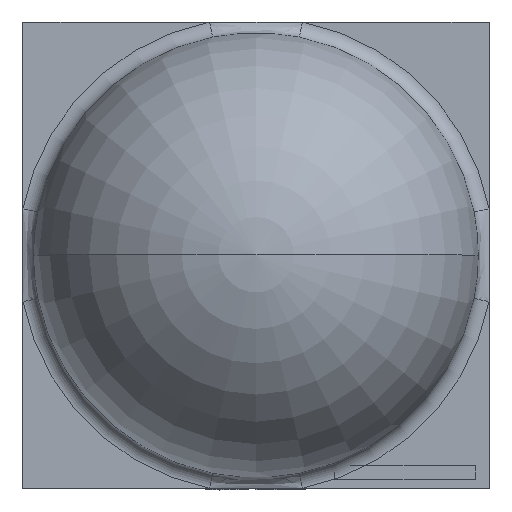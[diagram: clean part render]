
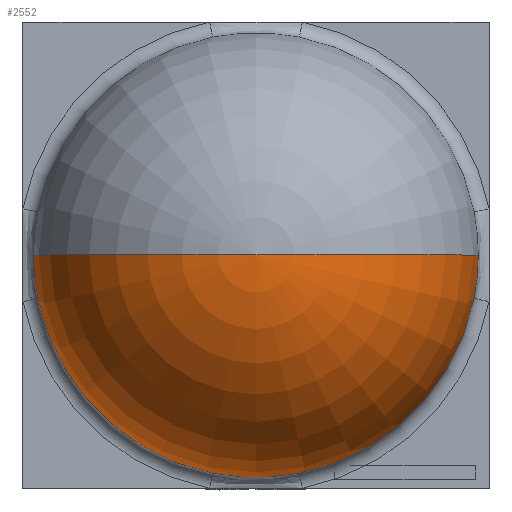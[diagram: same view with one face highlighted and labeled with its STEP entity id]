
A CAD part, top view. The second image highlights one B-rep face of the part: STEP entity #2552.
In plain terms, the highlighted toroidal (fillet/blend) face has major radius 0.025 mm and minor radius 1.456 mm.
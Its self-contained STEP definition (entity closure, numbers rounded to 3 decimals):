
#1 = CARTESIAN_POINT ( 'NONE',  ( 1.402, -0.279, 0.675 ) ) ;
#499 = EDGE_CURVE ( 'NONE', #14709, #3043, #4453, .T. ) ;
#564 = ORIENTED_EDGE ( 'NONE', *, *, #13025, .T. ) ;
#1018 = FACE_OUTER_BOUND ( 'NONE', #8010, .T. ) ;
#1186 = CARTESIAN_POINT ( 'NONE',  ( 0.094, -1.43, 0.671 ) ) ;
#1373 = CARTESIAN_POINT ( 'NONE',  ( 0., 0., 0.675 ) ) ;
#1466 = DIRECTION ( 'NONE',  ( 0., 0., 1. ) ) ;
#1596 = CARTESIAN_POINT ( 'NONE',  ( 1.42, -0.187, 0.675 ) ) ;
#1774 = VERTEX_POINT ( 'NONE', #9967 ) ;
#1870 = VERTEX_POINT ( 'NONE', #13394 ) ;
#1894 = CARTESIAN_POINT ( 'NONE',  ( -1.43, -0.094, 0.671 ) ) ;
#2156 = CARTESIAN_POINT ( 'NONE',  ( 0., 0., 0.604 ) ) ;
#2417 = DIRECTION ( 'NONE',  ( 0., 0., -1. ) ) ;
#2552 = ADVANCED_FACE ( 'NONE', ( #1018 ), #15085, .T. ) ;
#2741 = VERTEX_POINT ( 'NONE', #7172 ) ;
#2749 = CARTESIAN_POINT ( 'NONE',  ( -0.187, -1.42, 0.675 ) ) ;
#2834 = CARTESIAN_POINT ( 'NONE',  ( 1.43, 0., 0.671 ) ) ;
#2922 = CARTESIAN_POINT ( 'NONE',  ( 1.402, -0.279, 0.675 ) ) ;
#2988 = AXIS2_PLACEMENT_3D ( 'NONE', #2156, #2417, #14331 ) ;
#3021 = AXIS2_PLACEMENT_3D ( 'NONE', #1373, #1466, #16101 ) ;
#3043 = VERTEX_POINT ( 'NONE', #11497 ) ;
#3090 = CIRCLE ( 'NONE', #12697, 1.43 ) ;
#3555 = ORIENTED_EDGE ( 'NONE', *, *, #16007, .T. ) ;
#3932 = AXIS2_PLACEMENT_3D ( 'NONE', #5576, #11053, #11230 ) ;
#4360 = CARTESIAN_POINT ( 'NONE',  ( -1.42, -0.187, 0.675 ) ) ;
#4453 = B_SPLINE_CURVE_WITH_KNOTS ( 'NONE', 3,
 ( #2922, #1596, #13683, #2834 ),
 .UNSPECIFIED., .F., .F.,
 ( 4, 4 ),
 ( 0., 0. ),
 .UNSPECIFIED. ) ;
#4591 = CARTESIAN_POINT ( 'NONE',  ( 0., 0., 0.675 ) ) ;
#5233 = CARTESIAN_POINT ( 'NONE',  ( 0.187, -1.42, 0.675 ) ) ;
#5576 = CARTESIAN_POINT ( 'NONE',  ( -0.024, 0., 0.604 ) ) ;
#5826 = ORIENTED_EDGE ( 'NONE', *, *, #13182, .T. ) ;
#6644 = CARTESIAN_POINT ( 'NONE',  ( -0.093, -1.43, 0.671 ) ) ;
#6678 = EDGE_CURVE ( 'NONE', #15407, #14709, #8359, .T. ) ;
#7172 = CARTESIAN_POINT ( 'NONE',  ( 0., 0., 2.06 ) ) ;
#7639 = CARTESIAN_POINT ( 'NONE',  ( 0.024, 0., 0.604 ) ) ;
#7850 = VERTEX_POINT ( 'NONE', #17010 ) ;
#8010 = EDGE_LOOP ( 'NONE', ( #16678, #5826, #564, #11071, #3555, #8241, #14088 ) ) ;
#8241 = ORIENTED_EDGE ( 'NONE', *, *, #6678, .T. ) ;
#8359 = CIRCLE ( 'NONE', #3021, 1.43 ) ;
#9545 = CARTESIAN_POINT ( 'NONE',  ( -0.279, -1.402, 0.675 ) ) ;
#9745 = CIRCLE ( 'NONE', #13699, 1.456 ) ;
#9842 = CIRCLE ( 'NONE', #3932, 1.456 ) ;
#9967 = CARTESIAN_POINT ( 'NONE',  ( -1.43, 0., 0.671 ) ) ;
#10121 = CARTESIAN_POINT ( 'NONE',  ( -1.402, -0.279, 0.675 ) ) ;
#10322 = B_SPLINE_CURVE_WITH_KNOTS ( 'NONE', 3,
 ( #9545, #2749, #6644, #1186, #5233, #10612 ),
 .UNSPECIFIED., .F., .F.,
 ( 4, 2, 4 ),
 ( 0., 0., 0.001 ),
 .UNSPECIFIED. ) ;
#10612 = CARTESIAN_POINT ( 'NONE',  ( 0.279, -1.402, 0.675 ) ) ;
#11053 = DIRECTION ( 'NONE',  ( 0., 1., 0. ) ) ;
#11071 = ORIENTED_EDGE ( 'NONE', *, *, #16780, .T. ) ;
#11230 = DIRECTION ( 'NONE',  ( -1., 0., 0. ) ) ;
#11361 = CARTESIAN_POINT ( 'NONE',  ( -1.43, 0., 0.671 ) ) ;
#11497 = CARTESIAN_POINT ( 'NONE',  ( 1.43, 0., 0.671 ) ) ;
#12214 = DIRECTION ( 'NONE',  ( 1., 0., 0. ) ) ;
#12697 = AXIS2_PLACEMENT_3D ( 'NONE', #4591, #15270, #16423 ) ;
#13025 = EDGE_CURVE ( 'NONE', #1774, #7850, #14823, .T. ) ;
#13182 = EDGE_CURVE ( 'NONE', #2741, #1774, #9745, .T. ) ;
#13379 = DIRECTION ( 'NONE',  ( 0., -1., 0. ) ) ;
#13394 = CARTESIAN_POINT ( 'NONE',  ( -0.279, -1.402, 0.675 ) ) ;
#13683 = CARTESIAN_POINT ( 'NONE',  ( 1.43, -0.093, 0.671 ) ) ;
#13699 = AXIS2_PLACEMENT_3D ( 'NONE', #7639, #13379, #12214 ) ;
#14088 = ORIENTED_EDGE ( 'NONE', *, *, #499, .T. ) ;
#14331 = DIRECTION ( 'NONE',  ( 1., 0., 0. ) ) ;
#14709 = VERTEX_POINT ( 'NONE', #1 ) ;
#14823 = B_SPLINE_CURVE_WITH_KNOTS ( 'NONE', 3,
 ( #11361, #1894, #4360, #10121 ),
 .UNSPECIFIED., .F., .F.,
 ( 4, 4 ),
 ( 0., 0.001 ),
 .UNSPECIFIED. ) ;
#14865 = CARTESIAN_POINT ( 'NONE',  ( 0.279, -1.402, 0.675 ) ) ;
#15085 = TOROIDAL_SURFACE ( 'NONE', #2988, -0.024, 1.456 ) ;
#15270 = DIRECTION ( 'NONE',  ( 0., 0., 1. ) ) ;
#15407 = VERTEX_POINT ( 'NONE', #14865 ) ;
#16007 = EDGE_CURVE ( 'NONE', #1870, #15407, #10322, .T. ) ;
#16101 = DIRECTION ( 'NONE',  ( 1., 0., 0. ) ) ;
#16423 = DIRECTION ( 'NONE',  ( 1., 0., 0. ) ) ;
#16678 = ORIENTED_EDGE ( 'NONE', *, *, #16771, .F. ) ;
#16771 = EDGE_CURVE ( 'NONE', #2741, #3043, #9842, .T. ) ;
#16780 = EDGE_CURVE ( 'NONE', #7850, #1870, #3090, .T. ) ;
#17010 = CARTESIAN_POINT ( 'NONE',  ( -1.402, -0.279, 0.675 ) ) ;
